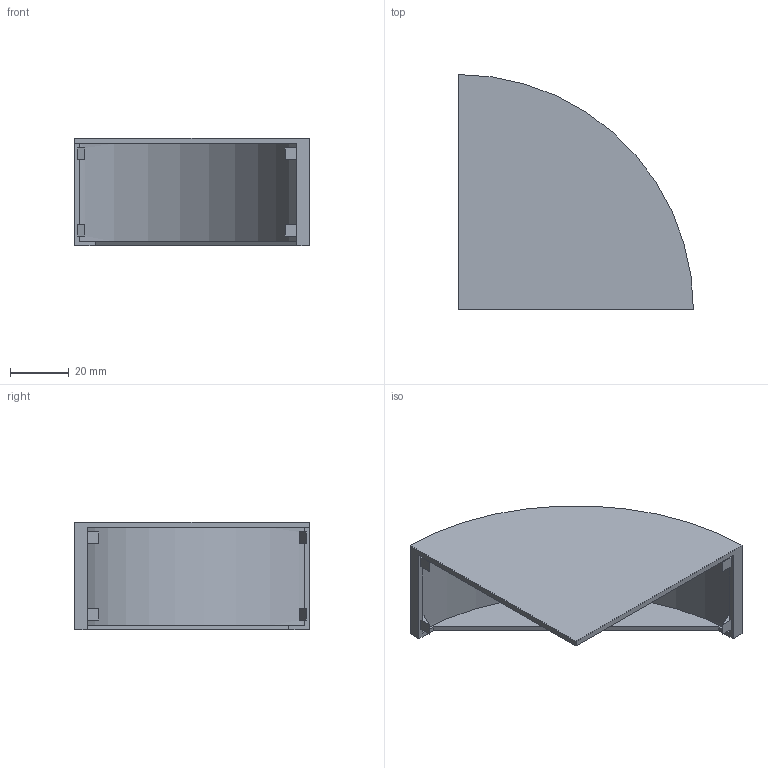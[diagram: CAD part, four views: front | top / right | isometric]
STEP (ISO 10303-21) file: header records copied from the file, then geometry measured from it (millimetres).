
FILE_DESCRIPTION (( 'STEP AP214' ), '1' );
FILE_NAME ('SNSS.30.70.23 Çàãëóøêà äëÿ óãëîâîãî àëþìèíèåâîãî ñîåäèíèòåëÿ 40õ80(X10).STEP', '2018-07-25T13:55:47', ( '' ), ( '' ), 'SwSTEP 2.0', 'SolidWorks 2018', '' );
FILE_SCHEMA (( 'AUTOMOTIVE_DESIGN' ));
Length unit declared in the file: millimetre
Products named in the file (1): SNSS.30.70.23 Çàãëóøêà äëÿ óãëîâîãî àëþìèíèåâîãî ñîåäèíèòåëÿ 40õ80(X10)
Bounding box: 80 x 80 x 36.8 mm (x, y, z)
Volume: 23848.8 mm3; surface area: 22312.9 mm2
Topology: 1 solids, 1 shells, 33 faces, 93 edges, 62 vertices
Faces by surface type: plane 31, cylinder 2
Entity records: 1093 total; most frequent: CARTESIAN_POINT 189, ORIENTED_EDGE 186, DIRECTION 173, EDGE_CURVE 93, VECTOR 81, LINE 81, VERTEX_POINT 62, AXIS2_PLACEMENT_3D 46
